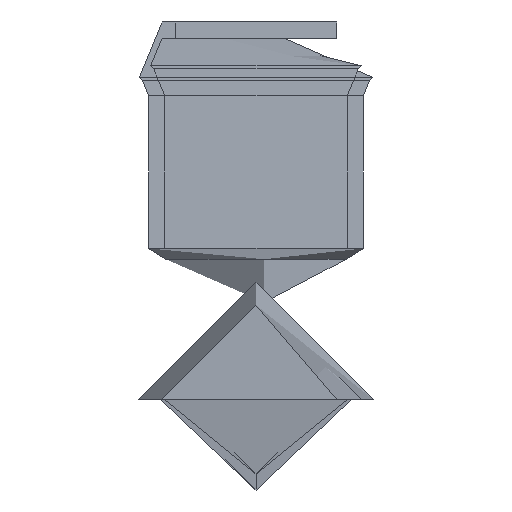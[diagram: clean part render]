
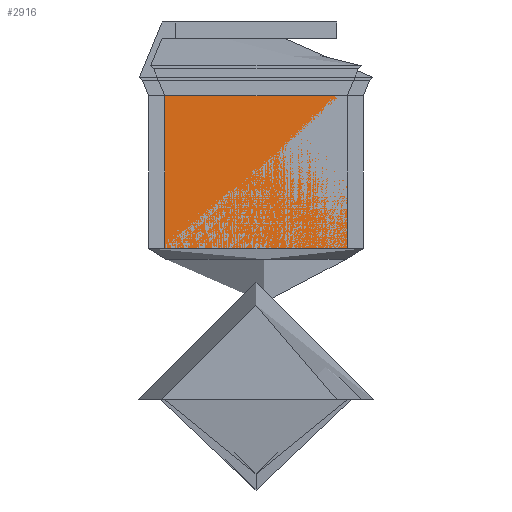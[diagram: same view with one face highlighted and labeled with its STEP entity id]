
A CAD part, left-side view. The second image highlights one B-rep face of the part: STEP entity #2916.
In plain terms, the highlighted free-form (B-spline) face has degree [1, 2] with [2, 9] control points.
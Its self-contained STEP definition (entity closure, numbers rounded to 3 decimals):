
#2871 = VERTEX_POINT('',#2872);
#2872 = CARTESIAN_POINT('',(21.,-8.5,0.));
#2877 = EDGE_CURVE('',#2878,#2871,#2880,.T.);
#2878 = VERTEX_POINT('',#2879);
#2879 = CARTESIAN_POINT('',(21.,8.5,0.));
#2880 = ( BOUNDED_CURVE() B_SPLINE_CURVE(2,(#2881,#2882,#2883,#2884,
#2885),.UNSPECIFIED.,.F.,.F.) B_SPLINE_CURVE_WITH_KNOTS((3,2,3),(0.,
1.571,3.142),.UNSPECIFIED.) CURVE() 
GEOMETRIC_REPRESENTATION_ITEM() RATIONAL_B_SPLINE_CURVE((1.,
0.707,1.,0.707,1.)) REPRESENTATION_ITEM('') );
#2881 = CARTESIAN_POINT('',(21.,8.5,0.));
#2882 = CARTESIAN_POINT('',(21.,8.5,8.5));
#2883 = CARTESIAN_POINT('',(21.,0.,8.5));
#2884 = CARTESIAN_POINT('',(21.,-8.5,8.5));
#2885 = CARTESIAN_POINT('',(21.,-8.5,0.));
#2887 = EDGE_CURVE('',#2871,#2878,#2888,.T.);
#2888 = ( BOUNDED_CURVE() B_SPLINE_CURVE(2,(#2889,#2890,#2891,#2892,
#2893),.UNSPECIFIED.,.F.,.F.) B_SPLINE_CURVE_WITH_KNOTS((3,2,3),(
    3.142,4.712,6.283),
.PIECEWISE_BEZIER_KNOTS.) CURVE() GEOMETRIC_REPRESENTATION_ITEM() 
RATIONAL_B_SPLINE_CURVE((1.,0.707,1.,0.707,1.)) 
REPRESENTATION_ITEM('') );
#2889 = CARTESIAN_POINT('',(21.,-8.5,0.));
#2890 = CARTESIAN_POINT('',(21.,-8.5,-8.5));
#2891 = CARTESIAN_POINT('',(21.,0.,-8.5));
#2892 = CARTESIAN_POINT('',(21.,8.5,-8.5));
#2893 = CARTESIAN_POINT('',(21.,8.5,0.));
#2916 = ADVANCED_FACE('',(#2917),#2953,.T.);
#2917 = FACE_BOUND('',#2918,.T.);
#2918 = EDGE_LOOP('',(#2919,#2920,#2927,#2935,#2943,#2951,#2952));
#2919 = ORIENTED_EDGE('',*,*,#2877,.T.);
#2920 = ORIENTED_EDGE('',*,*,#2921,.T.);
#2921 = EDGE_CURVE('',#2871,#2922,#2924,.T.);
#2922 = VERTEX_POINT('',#2923);
#2923 = CARTESIAN_POINT('',(6.821,-8.5,0.));
#2924 = B_SPLINE_CURVE_WITH_KNOTS('',1,(#2925,#2926),.UNSPECIFIED.,.F.,
  .F.,(2,2),(-0.834,0.834),.PIECEWISE_BEZIER_KNOTS.);
#2925 = CARTESIAN_POINT('',(21.,-8.5,0.));
#2926 = CARTESIAN_POINT('',(6.821,-8.5,0.));
#2927 = ORIENTED_EDGE('',*,*,#2928,.F.);
#2928 = EDGE_CURVE('',#2929,#2922,#2931,.T.);
#2929 = VERTEX_POINT('',#2930);
#2930 = CARTESIAN_POINT('',(6.821,0.,8.5));
#2931 = ( BOUNDED_CURVE() B_SPLINE_CURVE(2,(#2932,#2933,#2934),
.UNSPECIFIED.,.F.,.F.) B_SPLINE_CURVE_WITH_KNOTS((3,3),(1.571,
3.142),.PIECEWISE_BEZIER_KNOTS.) CURVE() 
GEOMETRIC_REPRESENTATION_ITEM() RATIONAL_B_SPLINE_CURVE((1.,
0.707,1.)) REPRESENTATION_ITEM('') );
#2932 = CARTESIAN_POINT('',(6.821,0.,8.5));
#2933 = CARTESIAN_POINT('',(6.821,-8.5,8.5));
#2934 = CARTESIAN_POINT('',(6.821,-8.5,0.));
#2935 = ORIENTED_EDGE('',*,*,#2936,.F.);
#2936 = EDGE_CURVE('',#2937,#2929,#2939,.T.);
#2937 = VERTEX_POINT('',#2938);
#2938 = CARTESIAN_POINT('',(6.821,8.5,0.));
#2939 = ( BOUNDED_CURVE() B_SPLINE_CURVE(2,(#2940,#2941,#2942),
.UNSPECIFIED.,.F.,.F.) B_SPLINE_CURVE_WITH_KNOTS((3,3),(0.,
1.571),.PIECEWISE_BEZIER_KNOTS.) CURVE() 
GEOMETRIC_REPRESENTATION_ITEM() RATIONAL_B_SPLINE_CURVE((1.,
0.707,1.)) REPRESENTATION_ITEM('') );
#2940 = CARTESIAN_POINT('',(6.821,8.5,0.));
#2941 = CARTESIAN_POINT('',(6.821,8.5,8.5));
#2942 = CARTESIAN_POINT('',(6.821,0.,8.5));
#2943 = ORIENTED_EDGE('',*,*,#2944,.F.);
#2944 = EDGE_CURVE('',#2922,#2937,#2945,.T.);
#2945 = ( BOUNDED_CURVE() B_SPLINE_CURVE(2,(#2946,#2947,#2948,#2949,
#2950),.UNSPECIFIED.,.F.,.F.) B_SPLINE_CURVE_WITH_KNOTS((3,2,3),(
    3.142,4.712,6.283),
.PIECEWISE_BEZIER_KNOTS.) CURVE() GEOMETRIC_REPRESENTATION_ITEM() 
RATIONAL_B_SPLINE_CURVE((1.,0.707,1.,0.707,1.)) 
REPRESENTATION_ITEM('') );
#2946 = CARTESIAN_POINT('',(6.821,-8.5,0.));
#2947 = CARTESIAN_POINT('',(6.821,-8.5,-8.5));
#2948 = CARTESIAN_POINT('',(6.821,0.,-8.5));
#2949 = CARTESIAN_POINT('',(6.821,8.5,-8.5));
#2950 = CARTESIAN_POINT('',(6.821,8.5,0.));
#2951 = ORIENTED_EDGE('',*,*,#2921,.F.);
#2952 = ORIENTED_EDGE('',*,*,#2887,.T.);
#2953 = ( BOUNDED_SURFACE() B_SPLINE_SURFACE(1,2,(
    (#2954,#2955,#2956,#2957,#2958,#2959,#2960,#2961,#2962)
    ,(#2963,#2964,#2965,#2966,#2967,#2968,#2969,#2970,#2971
)),.UNSPECIFIED.,.F.,.T.,.F.) B_SPLINE_SURFACE_WITH_KNOTS((2,2),(1,2,2,2
    ,2,2,1),(-0.834,0.834),(-4.712,
    -3.142,-1.571,0.,1.571,3.142,
4.712),.UNSPECIFIED.) GEOMETRIC_REPRESENTATION_ITEM() 
RATIONAL_B_SPLINE_SURFACE((
    (1.,0.707,1.,0.707,1.,0.707,1.
      ,0.707,1.)
    ,(1.,0.707,1.,0.707,1.,0.707,1.
,0.707,1.))) REPRESENTATION_ITEM('') SURFACE() );
#2954 = CARTESIAN_POINT('',(6.821,-8.5,0.));
#2955 = CARTESIAN_POINT('',(6.821,-8.5,-8.5));
#2956 = CARTESIAN_POINT('',(6.821,0.,-8.5));
#2957 = CARTESIAN_POINT('',(6.821,8.5,-8.5));
#2958 = CARTESIAN_POINT('',(6.821,8.5,0.));
#2959 = CARTESIAN_POINT('',(6.821,8.5,8.5));
#2960 = CARTESIAN_POINT('',(6.821,0.,8.5));
#2961 = CARTESIAN_POINT('',(6.821,-8.5,8.5));
#2962 = CARTESIAN_POINT('',(6.821,-8.5,0.));
#2963 = CARTESIAN_POINT('',(21.,-8.5,0.));
#2964 = CARTESIAN_POINT('',(21.,-8.5,-8.5));
#2965 = CARTESIAN_POINT('',(21.,0.,-8.5));
#2966 = CARTESIAN_POINT('',(21.,8.5,-8.5));
#2967 = CARTESIAN_POINT('',(21.,8.5,0.));
#2968 = CARTESIAN_POINT('',(21.,8.5,8.5));
#2969 = CARTESIAN_POINT('',(21.,0.,8.5));
#2970 = CARTESIAN_POINT('',(21.,-8.5,8.5));
#2971 = CARTESIAN_POINT('',(21.,-8.5,0.));
